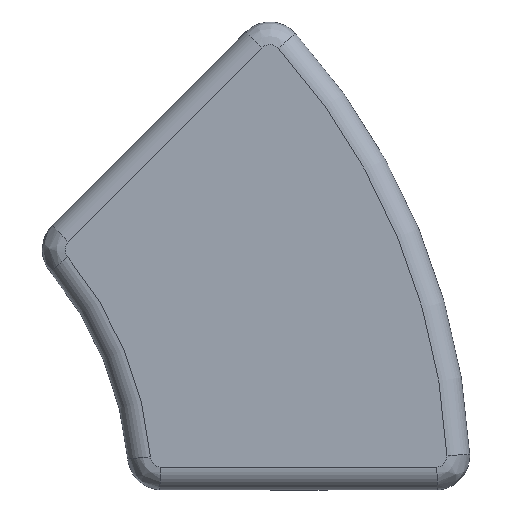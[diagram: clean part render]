
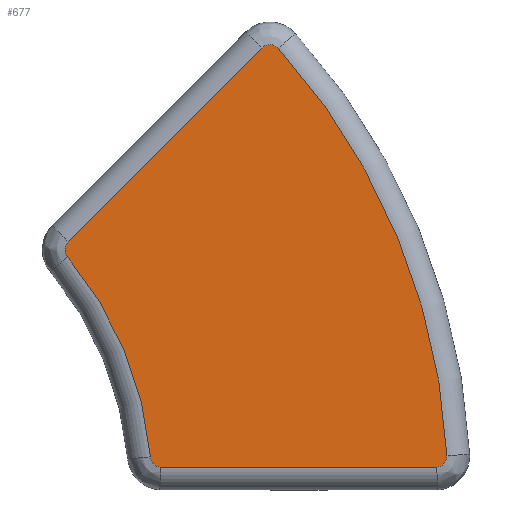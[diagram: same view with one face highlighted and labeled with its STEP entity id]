
A CAD part, top view. The second image highlights one B-rep face of the part: STEP entity #677.
In plain terms, the highlighted planar face has unit normal (0, 0, 1).
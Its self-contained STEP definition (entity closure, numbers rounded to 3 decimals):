
#33=PLANE('',#774);
#87=FACE_OUTER_BOUND('',#130,.T.);
#130=EDGE_LOOP('',(#565,#566,#567,#568,#569,#570,#571,#572,#573));
#178=LINE('',#1182,#221);
#180=LINE('',#1192,#223);
#181=LINE('',#1198,#224);
#221=VECTOR('',#960,1.);
#223=VECTOR('',#970,1.);
#224=VECTOR('',#975,1.);
#265=CIRCLE('',#769,1.);
#268=CIRCLE('',#775,58.);
#269=CIRCLE('',#776,1.);
#270=CIRCLE('',#777,32.);
#271=CIRCLE('',#778,1.);
#272=CIRCLE('',#779,1.);
#324=VERTEX_POINT('',#1166);
#327=VERTEX_POINT('',#1171);
#330=VERTEX_POINT('',#1181);
#332=VERTEX_POINT('',#1187);
#333=VERTEX_POINT('',#1188);
#334=VERTEX_POINT('',#1190);
#335=VERTEX_POINT('',#1193);
#336=VERTEX_POINT('',#1195);
#337=VERTEX_POINT('',#1197);
#410=EDGE_CURVE('',#327,#324,#265,.T.);
#414=EDGE_CURVE('',#330,#324,#178,.T.);
#417=EDGE_CURVE('',#332,#333,#268,.T.);
#418=EDGE_CURVE('',#332,#334,#269,.T.);
#419=EDGE_CURVE('',#334,#330,#180,.T.);
#420=EDGE_CURVE('',#327,#335,#270,.T.);
#421=EDGE_CURVE('',#335,#336,#271,.T.);
#422=EDGE_CURVE('',#336,#337,#181,.T.);
#423=EDGE_CURVE('',#337,#333,#272,.T.);
#565=ORIENTED_EDGE('',*,*,#417,.F.);
#566=ORIENTED_EDGE('',*,*,#418,.T.);
#567=ORIENTED_EDGE('',*,*,#419,.T.);
#568=ORIENTED_EDGE('',*,*,#414,.T.);
#569=ORIENTED_EDGE('',*,*,#410,.F.);
#570=ORIENTED_EDGE('',*,*,#420,.T.);
#571=ORIENTED_EDGE('',*,*,#421,.T.);
#572=ORIENTED_EDGE('',*,*,#422,.T.);
#573=ORIENTED_EDGE('',*,*,#423,.T.);
#677=ADVANCED_FACE('',(#87),#33,.T.);
#769=AXIS2_PLACEMENT_3D('',#1173,#950,#951);
#774=AXIS2_PLACEMENT_3D('',#1186,#964,#965);
#775=AXIS2_PLACEMENT_3D('',#1189,#966,#967);
#776=AXIS2_PLACEMENT_3D('',#1191,#968,#969);
#777=AXIS2_PLACEMENT_3D('',#1194,#971,#972);
#778=AXIS2_PLACEMENT_3D('',#1196,#973,#974);
#779=AXIS2_PLACEMENT_3D('',#1199,#976,#977);
#950=DIRECTION('center_axis',(0.,0.,
-1.));
#951=DIRECTION('ref_axis',(-0.999,0.046,0.));
#960=DIRECTION('',(-0.707,-0.707,0.));
#964=DIRECTION('center_axis',(0.,0.,
1.));
#965=DIRECTION('ref_axis',(-0.707,-0.707,0.));
#966=DIRECTION('center_axis',(0.,0.,-1.));
#967=DIRECTION('ref_axis',(0.707,0.707,0.));
#968=DIRECTION('center_axis',(0.,0.,
1.));
#969=DIRECTION('ref_axis',(-0.707,0.707,0.));
#970=DIRECTION('',(-0.707,0.707,0.));
#971=DIRECTION('center_axis',(0.,0.,
-1.));
#972=DIRECTION('ref_axis',(1.,0.,0.));
#973=DIRECTION('center_axis',(0.,0.,
1.));
#974=DIRECTION('ref_axis',(0.,-1.,0.));
#975=DIRECTION('',(1.,0.,0.));
#976=DIRECTION('center_axis',(0.,0.,
1.));
#977=DIRECTION('ref_axis',(0.999,0.037,0.));
#1166=CARTESIAN_POINT('',(-16.922,4.601,3.));
#1171=CARTESIAN_POINT('',(-16.983,3.254,3.));
#1173=CARTESIAN_POINT('Origin',(-16.214,3.894,3.));
#1181=CARTESIAN_POINT('',(0.09,21.612,3.));
#1182=CARTESIAN_POINT('',(-29.906,-8.384,3.));
#1186=CARTESIAN_POINT('Origin',(-21.068,3.283,3.));
#1187=CARTESIAN_POINT('',(1.533,21.582,3.));
#1188=CARTESIAN_POINT('',(16.347,-14.186,3.));
#1189=CARTESIAN_POINT('Origin',(-41.574,-17.223,3.));
#1190=CARTESIAN_POINT('',(0.091,21.611,3.));
#1191=CARTESIAN_POINT('Origin',(0.798,20.904,3.));
#1192=CARTESIAN_POINT('',(-1.996,23.698,3.));
#1193=CARTESIAN_POINT('',(-9.706,-14.314,3.));
#1194=CARTESIAN_POINT('Origin',(-41.574,-17.223,3.));
#1195=CARTESIAN_POINT('',(-8.81,-15.218,3.));
#1196=CARTESIAN_POINT('Origin',(-8.71,-14.223,3.));
#1197=CARTESIAN_POINT('',(15.447,-15.218,3.));
#1198=CARTESIAN_POINT('',(58.679,-15.218,3.));
#1199=CARTESIAN_POINT('Origin',(15.347,-14.223,3.));
